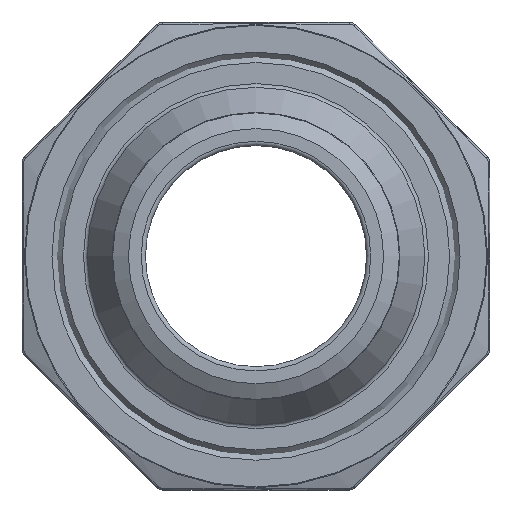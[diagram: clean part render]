
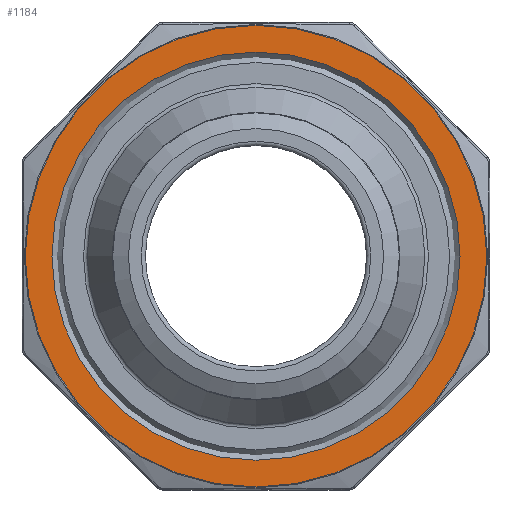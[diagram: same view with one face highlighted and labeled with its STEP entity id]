
A CAD part, left-side view. The second image highlights one B-rep face of the part: STEP entity #1184.
In plain terms, the highlighted planar face has unit normal (-1, 0, 0).
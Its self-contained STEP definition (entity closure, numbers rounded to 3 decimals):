
#513 = ORIENTED_EDGE ( 'NONE', *, *, #16200, .T. ) ;
#1066 = DIRECTION ( 'NONE',  ( 0., 0., 1. ) ) ;
#1184 = ADVANCED_FACE ( 'NONE', ( #6970, #15546 ), #7061, .T. ) ;
#1496 = AXIS2_PLACEMENT_3D ( 'NONE', #4438, #8507, #1536 ) ;
#1536 = DIRECTION ( 'NONE',  ( 0., 0., 1. ) ) ;
#3957 = AXIS2_PLACEMENT_3D ( 'NONE', #9754, #12547, #12451 ) ;
#4438 = CARTESIAN_POINT ( 'NONE',  ( -11.5, 37.92, 0. ) ) ;
#4536 = CARTESIAN_POINT ( 'NONE',  ( -11.5, 0., 27.147 ) ) ;
#4681 = AXIS2_PLACEMENT_3D ( 'NONE', #14877, #16427, #1066 ) ;
#5409 = EDGE_LOOP ( 'NONE', ( #17436 ) ) ;
#6580 = CIRCLE ( 'NONE', #3957, 24. ) ;
#6970 = FACE_OUTER_BOUND ( 'NONE', #14451, .T. ) ;
#7061 = PLANE ( 'NONE',  #1496 ) ;
#7069 = VERTEX_POINT ( 'NONE', #13807 ) ;
#8507 = DIRECTION ( 'NONE',  ( -1., 0., 0. ) ) ;
#8705 = CIRCLE ( 'NONE', #4681, 27.147 ) ;
#9754 = CARTESIAN_POINT ( 'NONE',  ( -11.5, 0., 0. ) ) ;
#12451 = DIRECTION ( 'NONE',  ( 0., 0., -1. ) ) ;
#12547 = DIRECTION ( 'NONE',  ( 1., 0., 0. ) ) ;
#13643 = EDGE_CURVE ( 'NONE', #7069, #7069, #6580, .T. ) ;
#13807 = CARTESIAN_POINT ( 'NONE',  ( -11.5, 0., -24. ) ) ;
#14451 = EDGE_LOOP ( 'NONE', ( #513 ) ) ;
#14877 = CARTESIAN_POINT ( 'NONE',  ( -11.5, 0., 0. ) ) ;
#15546 = FACE_BOUND ( 'NONE', #5409, .T. ) ;
#15829 = VERTEX_POINT ( 'NONE', #4536 ) ;
#16200 = EDGE_CURVE ( 'NONE', #15829, #15829, #8705, .T. ) ;
#16427 = DIRECTION ( 'NONE',  ( -1., 0., 0. ) ) ;
#17436 = ORIENTED_EDGE ( 'NONE', *, *, #13643, .T. ) ;
